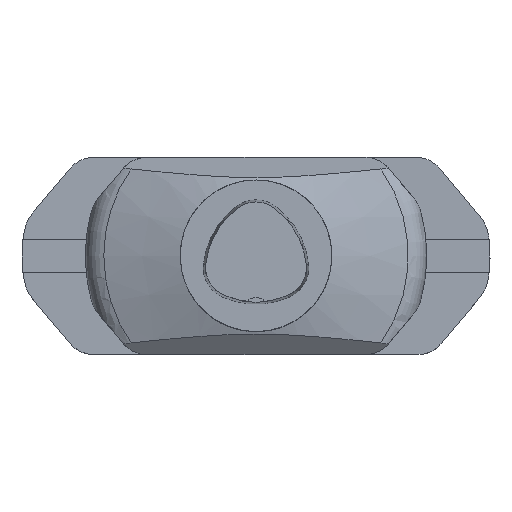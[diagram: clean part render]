
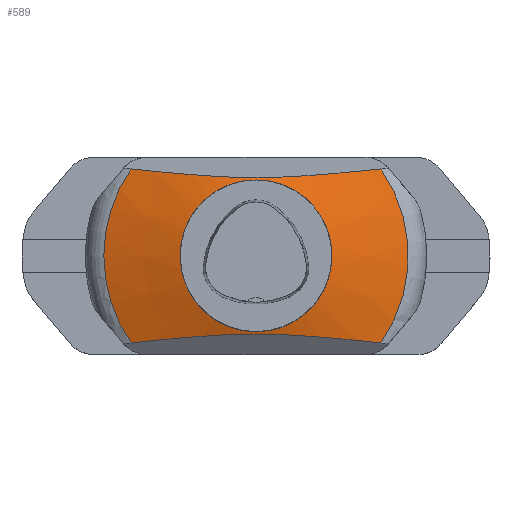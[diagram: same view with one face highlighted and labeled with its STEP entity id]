
A CAD part, top view. The second image highlights one B-rep face of the part: STEP entity #589.
In plain terms, the highlighted conical face has half-angle 72 degrees and reference radius 39.992 mm.
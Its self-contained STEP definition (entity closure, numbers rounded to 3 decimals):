
#245=CONICAL_SURFACE('',#8262,39.993,72.);
#265=FACE_BOUND('',#1763,.T.);
#266=FACE_BOUND('',#1764,.T.);
#401=B_SPLINE_CURVE_WITH_KNOTS('',3,(#11310,#11311,#11312,#11313,#11314,
#11315,#11316,#11317,#11318,#11319,#11320,#11321),.UNSPECIFIED.,.F.,.F.,
(4,2,2,2,2,4),(0.,0.25,0.375,0.5,0.75,1.),.UNSPECIFIED.);
#402=B_SPLINE_CURVE_WITH_KNOTS('',3,(#11322,#11323,#11324,#11325,#11326,
#11327,#11328,#11329,#11330,#11331,#11332,#11333),.UNSPECIFIED.,.F.,.F.,
(4,2,2,2,2,4),(0.,0.25,0.375,0.5,0.75,1.),.UNSPECIFIED.);
#589=ADVANCED_FACE('',(#265,#266),#245,.T.);
#1763=EDGE_LOOP('',(#2564));
#1764=EDGE_LOOP('',(#2565,#2566,#2567,#2568));
#2264=CIRCLE('',#8255,80.326);
#2266=CIRCLE('',#8258,80.326);
#2268=CIRCLE('',#8261,39.993);
#2564=ORIENTED_EDGE('',*,*,#5652,.T.);
#2565=ORIENTED_EDGE('',*,*,#5653,.F.);
#2566=ORIENTED_EDGE('',*,*,#5632,.T.);
#2567=ORIENTED_EDGE('',*,*,#5654,.F.);
#2568=ORIENTED_EDGE('',*,*,#5644,.T.);
#4860=VERTEX_POINT('',#11203);
#4861=VERTEX_POINT('',#11204);
#4872=VERTEX_POINT('',#11265);
#4873=VERTEX_POINT('',#11267);
#4880=VERTEX_POINT('',#11309);
#5632=EDGE_CURVE('',#4860,#4861,#2264,.T.);
#5644=EDGE_CURVE('',#4873,#4872,#2266,.T.);
#5652=EDGE_CURVE('',#4880,#4880,#2268,.T.);
#5653=EDGE_CURVE('',#4860,#4872,#401,.T.);
#5654=EDGE_CURVE('',#4873,#4861,#402,.T.);
#8255=AXIS2_PLACEMENT_3D('',#11202,#9023,#9024);
#8258=AXIS2_PLACEMENT_3D('',#11266,#9029,#9030);
#8261=AXIS2_PLACEMENT_3D('',#11308,#9035,#9036);
#8262=AXIS2_PLACEMENT_3D('',#11334,#9037,#9038);
#9023=DIRECTION('',(0.,0.,1.));
#9024=DIRECTION('',(-1.,0.,0.));
#9029=DIRECTION('',(0.,0.,1.));
#9030=DIRECTION('',(-1.,0.,0.));
#9035=DIRECTION('',(0.,0.,-1.));
#9036=DIRECTION('',(-1.,0.,0.));
#9037=DIRECTION('',(0.,0.,-1.));
#9038=DIRECTION('',(-1.,0.,0.));
#11202=CARTESIAN_POINT('',(0.,0.,-43.205));
#11203=CARTESIAN_POINT('',(65.929,-45.887,-43.205));
#11204=CARTESIAN_POINT('',(65.929,45.887,-43.205));
#11265=CARTESIAN_POINT('',(-65.929,-45.887,-43.205));
#11266=CARTESIAN_POINT('',(0.,0.,-43.205));
#11267=CARTESIAN_POINT('',(-65.929,45.887,-43.205));
#11308=CARTESIAN_POINT('',(0.,0.,-30.1));
#11309=CARTESIAN_POINT('',(-39.993,0.,-30.1));
#11310=CARTESIAN_POINT('',(65.929,-45.887,-43.205));
#11311=CARTESIAN_POINT('',(55.085,-44.758,-40.104));
#11312=CARTESIAN_POINT('',(44.209,-43.673,-37.122));
#11313=CARTESIAN_POINT('',(27.679,-42.352,-33.491));
#11314=CARTESIAN_POINT('',(22.13,-41.965,-32.43));
#11315=CARTESIAN_POINT('',(10.875,-41.415,-30.918));
#11316=CARTESIAN_POINT('',(5.106,-41.259,-30.488));
#11317=CARTESIAN_POINT('',(-11.853,-41.289,-30.571));
#11318=CARTESIAN_POINT('',(-22.807,-41.956,-32.403));
#11319=CARTESIAN_POINT('',(-44.488,-43.702,-37.202));
#11320=CARTESIAN_POINT('',(-55.221,-44.772,-40.142));
#11321=CARTESIAN_POINT('',(-65.929,-45.887,-43.205));
#11322=CARTESIAN_POINT('',(-65.929,45.887,-43.205));
#11323=CARTESIAN_POINT('',(-55.085,44.758,-40.104));
#11324=CARTESIAN_POINT('',(-44.209,43.673,-37.122));
#11325=CARTESIAN_POINT('',(-27.679,42.352,-33.491));
#11326=CARTESIAN_POINT('',(-22.13,41.965,-32.43));
#11327=CARTESIAN_POINT('',(-10.875,41.415,-30.918));
#11328=CARTESIAN_POINT('',(-5.106,41.259,-30.488));
#11329=CARTESIAN_POINT('',(11.853,41.289,-30.571));
#11330=CARTESIAN_POINT('',(22.807,41.956,-32.403));
#11331=CARTESIAN_POINT('',(44.488,43.702,-37.202));
#11332=CARTESIAN_POINT('',(55.221,44.772,-40.142));
#11333=CARTESIAN_POINT('',(65.929,45.887,-43.205));
#11334=CARTESIAN_POINT('',(0.,0.,-30.1));
